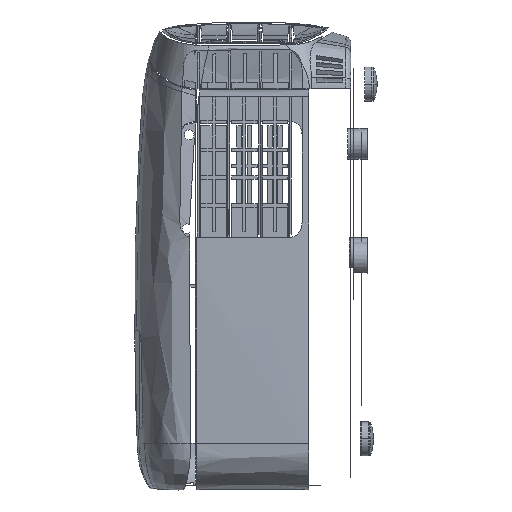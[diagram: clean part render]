
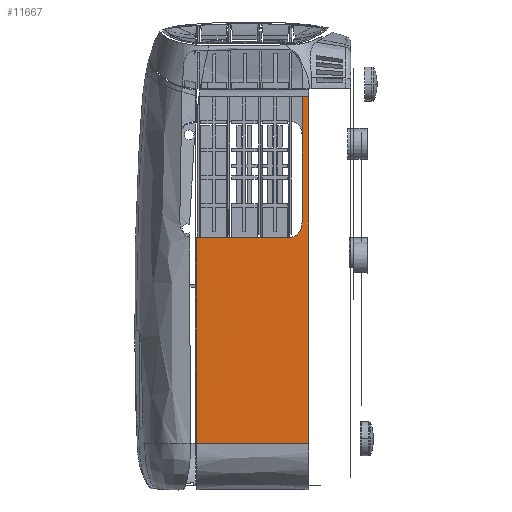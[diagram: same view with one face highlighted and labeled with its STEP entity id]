
A CAD part, left-side view. The second image highlights one B-rep face of the part: STEP entity #11667.
In plain terms, the highlighted free-form (B-spline) face has degree [3, 3] with [4, 4] control points.
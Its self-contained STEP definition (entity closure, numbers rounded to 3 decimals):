
#10642=CARTESIAN_POINT('',(-243.417,33.462,
-98.));
#10643=CARTESIAN_POINT('',(-244.288,12.499,
-98.));
#10644=CARTESIAN_POINT('',(-244.829,-8.48,
-98.));
#10645=CARTESIAN_POINT('',(-245.04,-29.46,
-98.));
#10697=CARTESIAN_POINT('',(-244.581,33.453,
-0.229));
#10698=CARTESIAN_POINT('',(-244.581,33.453,
1.712));
#10699=CARTESIAN_POINT('',(-244.579,33.456,
5.594));
#10700=CARTESIAN_POINT('',(-244.568,33.455,
11.416));
#10701=CARTESIAN_POINT('',(-244.555,33.455,
15.297));
#10702=CARTESIAN_POINT('',(-244.548,33.455,
17.238));
#10704=CARTESIAN_POINT('',(-244.548,33.455,
17.238));
#10705=CARTESIAN_POINT('',(-244.956,16.307,
17.238));
#10706=CARTESIAN_POINT('',(-245.145,-0.847,
17.238));
#10707=CARTESIAN_POINT('',(-245.112,-18.,
17.238));
#10709=CARTESIAN_POINT('',(-245.112,-18.,
17.238));
#10710=CARTESIAN_POINT('',(-245.112,-18.473,
17.24));
#10711=CARTESIAN_POINT('',(-245.109,-19.359,
17.286));
#10712=CARTESIAN_POINT('',(-245.106,-20.504,
17.501));
#10713=CARTESIAN_POINT('',(-245.103,-21.484,
17.803));
#10714=CARTESIAN_POINT('',(-245.099,-22.32,
18.198));
#10715=CARTESIAN_POINT('',(-245.096,-23.036,
18.679));
#10716=CARTESIAN_POINT('',(-245.093,-23.671,
19.253));
#10717=CARTESIAN_POINT('',(-245.09,-24.253,
19.955));
#10718=CARTESIAN_POINT('',(-245.087,-24.778,
20.815));
#10719=CARTESIAN_POINT('',(-245.084,-25.235,
21.857));
#10720=CARTESIAN_POINT('',(-245.082,-25.594,
23.101));
#10721=CARTESIAN_POINT('',(-245.08,-25.825,
24.543));
#10722=CARTESIAN_POINT('',(-245.079,-25.873,
25.664));
#10723=CARTESIAN_POINT('',(-245.079,-25.872,
26.262));
#10725=DIRECTION('',(0.001,0.,1.));
#10726=VECTOR('',#10725,69.738);
#10727=CARTESIAN_POINT('',(-245.079,-25.872,
26.262));
#10728=LINE('',#10727,#10726);
#10729=CARTESIAN_POINT('',(-245.006,-25.866,
96.));
#10730=CARTESIAN_POINT('',(-245.02,-27.133,
96.));
#10731=CARTESIAN_POINT('',(-245.032,-28.4,
96.));
#10732=CARTESIAN_POINT('',(-245.043,-29.668,
96.));
#10734=DIRECTION('',(0.,0.001,-1.));
#10735=VECTOR('',#10734,194.);
#10736=CARTESIAN_POINT('',(-245.043,-29.668,
96.));
#10737=LINE('',#10736,#10735);
#10738=CARTESIAN_POINT('',(-243.417,33.462,
-98.));
#10739=CARTESIAN_POINT('',(-243.674,33.462,
-87.138));
#10740=CARTESIAN_POINT('',(-244.102,33.457,
-65.414));
#10741=CARTESIAN_POINT('',(-244.49,33.452,
-32.822));
#10742=CARTESIAN_POINT('',(-244.579,33.453,
-11.093));
#10743=CARTESIAN_POINT('',(-244.581,33.453,
-0.229));
#11429=VERTEX_POINT('',#10697);
#11430=VERTEX_POINT('',#10702);
#11431=VERTEX_POINT('',#10738);
#11439=VERTEX_POINT('',#10645);
#11441=VERTEX_POINT('',#10707);
#11442=VERTEX_POINT('',#10723);
#11443=CARTESIAN_POINT('',(-245.006,-25.866,
96.));
#11444=VERTEX_POINT('',#11443);
#11445=VERTEX_POINT('',#10732);
#11633=CARTESIAN_POINT('',(-245.055,-30.93,
-99.94));
#11634=CARTESIAN_POINT('',(-245.043,-30.936,
-33.98));
#11635=CARTESIAN_POINT('',(-245.043,-30.936,
31.98));
#11636=CARTESIAN_POINT('',(-245.054,-30.93,
97.94));
#11637=CARTESIAN_POINT('',(-244.835,-9.036,
-99.94));
#11638=CARTESIAN_POINT('',(-245.367,-9.054,
-33.98));
#11639=CARTESIAN_POINT('',(-245.375,-9.055,
31.98));
#11640=CARTESIAN_POINT('',(-244.86,-9.037,
97.94));
#11641=CARTESIAN_POINT('',(-244.256,12.855,
-99.94));
#11642=CARTESIAN_POINT('',(-245.331,12.833,
-33.98));
#11643=CARTESIAN_POINT('',(-245.348,12.832,
31.98));
#11644=CARTESIAN_POINT('',(-244.306,12.854,
97.94));
#11645=CARTESIAN_POINT('',(-243.317,34.73,
-99.94));
#11646=CARTESIAN_POINT('',(-244.937,34.714,
-33.98));
#11647=CARTESIAN_POINT('',(-244.962,34.713,
31.98));
#11648=CARTESIAN_POINT('',(-243.393,34.729,
97.94));
#11649=B_SPLINE_SURFACE_WITH_KNOTS('',3,3,((#11633,#11634,#11635,#11636),
(#11637,#11638,#11639,#11640),(#11641,#11642,#11643,#11644),(#11645,#11646,
#11647,#11648)),.UNSPECIFIED.,.F.,.F.,.F.,(4,4),(4,4),(0.,
1.),(0.,1.),.UNSPECIFIED.);
#11651=ORIENTED_EDGE('',*,*,#11650,.T.);
#11653=ORIENTED_EDGE('',*,*,#11652,.T.);
#11655=ORIENTED_EDGE('',*,*,#11654,.T.);
#11657=ORIENTED_EDGE('',*,*,#11656,.T.);
#11659=ORIENTED_EDGE('',*,*,#11658,.T.);
#11661=ORIENTED_EDGE('',*,*,#11660,.T.);
#11662=ORIENTED_EDGE('',*,*,#11620,.F.);
#11664=ORIENTED_EDGE('',*,*,#11663,.T.);
#11665=EDGE_LOOP('',(#11651,#11653,#11655,#11657,#11659,#11661,#11662,#11664));
#11666=FACE_OUTER_BOUND('',#11665,.F.);
#10646=B_SPLINE_CURVE_WITH_KNOTS('',3,(#10642,#10643,#10644,#10645),
.UNSPECIFIED.,.F.,.F.,(4,4),(0.,1.),.UNSPECIFIED.);
#10703=B_SPLINE_CURVE_WITH_KNOTS('',3,(#10697,#10698,#10699,#10700,#10701,
#10702),.UNSPECIFIED.,.F.,.F.,(4,1,1,4),(0.,0.333,
0.667,1.),.UNSPECIFIED.);
#10708=B_SPLINE_CURVE_WITH_KNOTS('',3,(#10704,#10705,#10706,#10707),
.UNSPECIFIED.,.F.,.F.,(4,4),(0.,1.),.UNSPECIFIED.);
#10724=B_SPLINE_CURVE_WITH_KNOTS('',3,(#10709,#10710,#10711,#10712,#10713,
#10714,#10715,#10716,#10717,#10718,#10719,#10720,#10721,#10722,#10723),
.UNSPECIFIED.,.F.,.F.,(4,1,1,1,1,1,1,1,1,1,1,1,4),(0.,0.083,
0.167,0.25,0.333,0.417,0.5,
0.583,0.667,0.75,0.833,0.917,
1.),.UNSPECIFIED.);
#10733=B_SPLINE_CURVE_WITH_KNOTS('',3,(#10729,#10730,#10731,#10732),
.UNSPECIFIED.,.F.,.F.,(4,4),(0.,1.),.UNSPECIFIED.);
#10744=B_SPLINE_CURVE_WITH_KNOTS('',3,(#10738,#10739,#10740,#10741,#10742,
#10743),.UNSPECIFIED.,.F.,.F.,(4,1,1,4),(0.,0.333,
0.667,1.),.UNSPECIFIED.);
#11620=EDGE_CURVE('',#11431,#11439,#10646,.T.);
#11650=EDGE_CURVE('',#11429,#11430,#10703,.T.);
#11652=EDGE_CURVE('',#11430,#11441,#10708,.T.);
#11654=EDGE_CURVE('',#11441,#11442,#10724,.T.);
#11656=EDGE_CURVE('',#11442,#11444,#10728,.T.);
#11658=EDGE_CURVE('',#11444,#11445,#10733,.T.);
#11660=EDGE_CURVE('',#11445,#11439,#10737,.T.);
#11663=EDGE_CURVE('',#11431,#11429,#10744,.T.);
#11667=ADVANCED_FACE('',(#11666),#11649,.F.);
